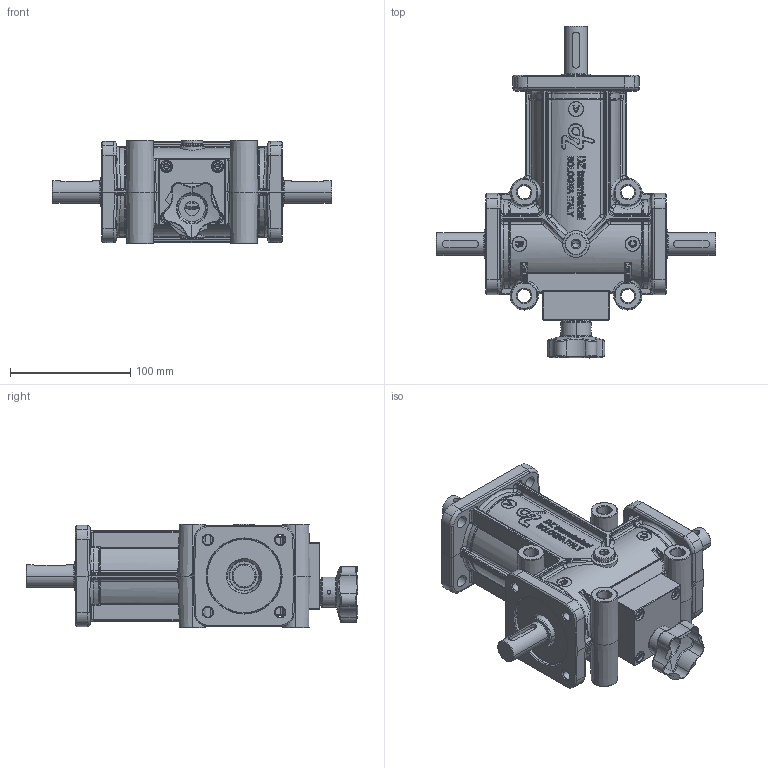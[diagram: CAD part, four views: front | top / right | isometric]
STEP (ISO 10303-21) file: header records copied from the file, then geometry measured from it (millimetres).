
FILE_DESCRIPTION(('STEP AP214'),'1');
FILE_NAME('_inverter.stp','2017-07-10T07:36:47',('TraceParts'),('TraceParts S.A.'),'Spatial InterOp 3D',' ',' ');
FILE_SCHEMA(('automotive_design'));
Length unit declared in the file: millimetre
Products named in the file (1): [Zp31-Invert]
Bounding box: 232 x 275.54 x 86 mm (x, y, z)
Volume: 1386133 mm3; surface area: 157654.7 mm2
Topology: 1 solids, 1 shells, 3540 faces, 8751 edges, 5091 vertices
Faces by surface type: bspline 1449, cylinder 1242, plane 449, cone 138, sphere 135, torus 127
Entity records: 289152 total; most frequent: CARTESIAN_POINT 185033, ORIENTED_EDGE 17106, DIRECTION 14207, EDGE_CURVE 8553, AXIS2_PLACEMENT_3D 5942, VERTEX_POINT 5097, EDGE_LOOP 3654, STYLED_ITEM 3541
